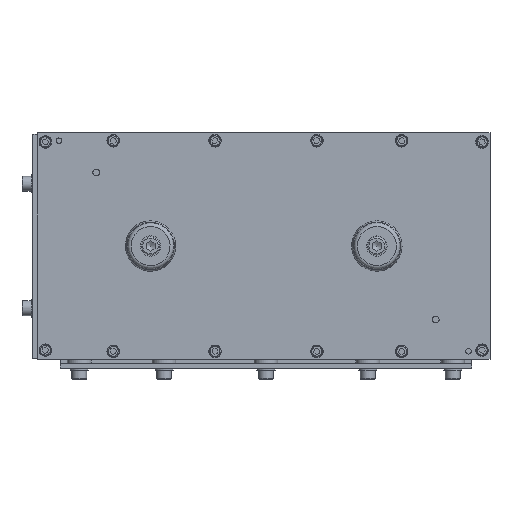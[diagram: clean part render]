
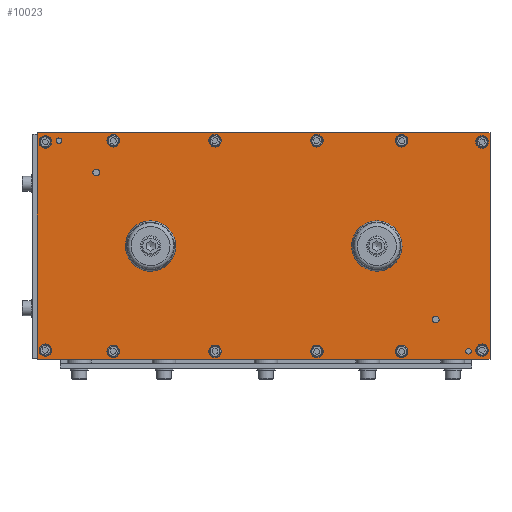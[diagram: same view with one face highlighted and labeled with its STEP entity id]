
A CAD part, front view. The second image highlights one B-rep face of the part: STEP entity #10023.
In plain terms, the highlighted planar face has unit normal (0, -1, 0).
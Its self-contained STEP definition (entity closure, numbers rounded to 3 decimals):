
#93=FACE_BOUND('',#1290,.T.);
#94=FACE_BOUND('',#1291,.T.);
#95=FACE_BOUND('',#1292,.T.);
#96=FACE_BOUND('',#1293,.T.);
#97=FACE_BOUND('',#1294,.T.);
#98=FACE_BOUND('',#1295,.T.);
#99=FACE_BOUND('',#1296,.T.);
#100=FACE_BOUND('',#1297,.T.);
#101=FACE_BOUND('',#1298,.T.);
#102=FACE_BOUND('',#1299,.T.);
#103=FACE_BOUND('',#1300,.T.);
#104=FACE_BOUND('',#1301,.T.);
#105=FACE_BOUND('',#1302,.T.);
#106=FACE_BOUND('',#1303,.T.);
#107=FACE_BOUND('',#1304,.T.);
#108=FACE_BOUND('',#1305,.T.);
#109=FACE_BOUND('',#1306,.T.);
#110=FACE_BOUND('',#1307,.T.);
#235=PLANE('',#10693);
#673=FACE_OUTER_BOUND('',#1289,.T.);
#1289=EDGE_LOOP('',(#6569,#6570,#6571,#6572));
#1290=EDGE_LOOP('',(#6573));
#1291=EDGE_LOOP('',(#6574));
#1292=EDGE_LOOP('',(#6575));
#1293=EDGE_LOOP('',(#6576));
#1294=EDGE_LOOP('',(#6577));
#1295=EDGE_LOOP('',(#6578));
#1296=EDGE_LOOP('',(#6579));
#1297=EDGE_LOOP('',(#6580));
#1298=EDGE_LOOP('',(#6581));
#1299=EDGE_LOOP('',(#6582));
#1300=EDGE_LOOP('',(#6583));
#1301=EDGE_LOOP('',(#6584));
#1302=EDGE_LOOP('',(#6585));
#1303=EDGE_LOOP('',(#6586));
#1304=EDGE_LOOP('',(#6587));
#1305=EDGE_LOOP('',(#6588));
#1306=EDGE_LOOP('',(#6589));
#1307=EDGE_LOOP('',(#6590));
#2016=LINE('',#14870,#2875);
#2017=LINE('',#14872,#2876);
#2018=LINE('',#14874,#2877);
#2019=LINE('',#14875,#2878);
#2875=VECTOR('',#11854,1000.);
#2876=VECTOR('',#11855,1000.);
#2877=VECTOR('',#11856,1000.);
#2878=VECTOR('',#11857,1000.);
#3743=CIRCLE('',#10682,21.233);
#3750=CIRCLE('',#10694,21.233);
#3751=CIRCLE('',#10695,3.);
#3752=CIRCLE('',#10696,3.);
#3753=CIRCLE('',#10697,2.5);
#3754=CIRCLE('',#10698,2.5);
#3755=CIRCLE('',#10699,5.5);
#3756=CIRCLE('',#10700,5.5);
#3757=CIRCLE('',#10701,5.5);
#3758=CIRCLE('',#10702,5.5);
#3759=CIRCLE('',#10703,5.5);
#3760=CIRCLE('',#10704,5.5);
#3761=CIRCLE('',#10705,5.5);
#3762=CIRCLE('',#10706,5.5);
#3763=CIRCLE('',#10707,5.5);
#3764=CIRCLE('',#10708,5.5);
#3765=CIRCLE('',#10709,5.5);
#3766=CIRCLE('',#10710,5.5);
#4230=VERTEX_POINT('',#14846);
#4236=VERTEX_POINT('',#14868);
#4237=VERTEX_POINT('',#14869);
#4238=VERTEX_POINT('',#14871);
#4239=VERTEX_POINT('',#14873);
#4240=VERTEX_POINT('',#14876);
#4241=VERTEX_POINT('',#14878);
#4242=VERTEX_POINT('',#14880);
#4243=VERTEX_POINT('',#14882);
#4244=VERTEX_POINT('',#14884);
#4245=VERTEX_POINT('',#14886);
#4246=VERTEX_POINT('',#14888);
#4247=VERTEX_POINT('',#14890);
#4248=VERTEX_POINT('',#14892);
#4249=VERTEX_POINT('',#14894);
#4250=VERTEX_POINT('',#14896);
#4251=VERTEX_POINT('',#14898);
#4252=VERTEX_POINT('',#14900);
#4253=VERTEX_POINT('',#14902);
#4254=VERTEX_POINT('',#14904);
#4255=VERTEX_POINT('',#14906);
#4256=VERTEX_POINT('',#14908);
#5137=EDGE_CURVE('',#4230,#4230,#3743,.T.);
#5148=EDGE_CURVE('',#4236,#4237,#2016,.T.);
#5149=EDGE_CURVE('',#4238,#4236,#2017,.T.);
#5150=EDGE_CURVE('',#4239,#4238,#2018,.T.);
#5151=EDGE_CURVE('',#4237,#4239,#2019,.T.);
#5152=EDGE_CURVE('',#4240,#4240,#3750,.T.);
#5153=EDGE_CURVE('',#4241,#4241,#3751,.T.);
#5154=EDGE_CURVE('',#4242,#4242,#3752,.T.);
#5155=EDGE_CURVE('',#4243,#4243,#3753,.T.);
#5156=EDGE_CURVE('',#4244,#4244,#3754,.T.);
#5157=EDGE_CURVE('',#4245,#4245,#3755,.T.);
#5158=EDGE_CURVE('',#4246,#4246,#3756,.T.);
#5159=EDGE_CURVE('',#4247,#4247,#3757,.T.);
#5160=EDGE_CURVE('',#4248,#4248,#3758,.T.);
#5161=EDGE_CURVE('',#4249,#4249,#3759,.T.);
#5162=EDGE_CURVE('',#4250,#4250,#3760,.T.);
#5163=EDGE_CURVE('',#4251,#4251,#3761,.T.);
#5164=EDGE_CURVE('',#4252,#4252,#3762,.T.);
#5165=EDGE_CURVE('',#4253,#4253,#3763,.T.);
#5166=EDGE_CURVE('',#4254,#4254,#3764,.T.);
#5167=EDGE_CURVE('',#4255,#4255,#3765,.T.);
#5168=EDGE_CURVE('',#4256,#4256,#3766,.T.);
#6569=ORIENTED_EDGE('',*,*,#5148,.F.);
#6570=ORIENTED_EDGE('',*,*,#5149,.F.);
#6571=ORIENTED_EDGE('',*,*,#5150,.F.);
#6572=ORIENTED_EDGE('',*,*,#5151,.F.);
#6573=ORIENTED_EDGE('',*,*,#5152,.F.);
#6574=ORIENTED_EDGE('',*,*,#5153,.F.);
#6575=ORIENTED_EDGE('',*,*,#5154,.F.);
#6576=ORIENTED_EDGE('',*,*,#5155,.F.);
#6577=ORIENTED_EDGE('',*,*,#5156,.F.);
#6578=ORIENTED_EDGE('',*,*,#5157,.F.);
#6579=ORIENTED_EDGE('',*,*,#5158,.F.);
#6580=ORIENTED_EDGE('',*,*,#5159,.F.);
#6581=ORIENTED_EDGE('',*,*,#5160,.F.);
#6582=ORIENTED_EDGE('',*,*,#5161,.F.);
#6583=ORIENTED_EDGE('',*,*,#5162,.F.);
#6584=ORIENTED_EDGE('',*,*,#5163,.F.);
#6585=ORIENTED_EDGE('',*,*,#5164,.F.);
#6586=ORIENTED_EDGE('',*,*,#5165,.F.);
#6587=ORIENTED_EDGE('',*,*,#5166,.F.);
#6588=ORIENTED_EDGE('',*,*,#5167,.F.);
#6589=ORIENTED_EDGE('',*,*,#5168,.F.);
#6590=ORIENTED_EDGE('',*,*,#5137,.F.);
#10023=ADVANCED_FACE('',(#673,#93,#94,#95,#96,#97,#98,#99,#100,#101,#102,
#103,#104,#105,#106,#107,#108,#109,#110),#235,.T.);
#10682=AXIS2_PLACEMENT_3D('',#14847,#11826,#11827);
#10693=AXIS2_PLACEMENT_3D('',#14867,#11852,#11853);
#10694=AXIS2_PLACEMENT_3D('',#14877,#11858,#11859);
#10695=AXIS2_PLACEMENT_3D('',#14879,#11860,#11861);
#10696=AXIS2_PLACEMENT_3D('',#14881,#11862,#11863);
#10697=AXIS2_PLACEMENT_3D('',#14883,#11864,#11865);
#10698=AXIS2_PLACEMENT_3D('',#14885,#11866,#11867);
#10699=AXIS2_PLACEMENT_3D('',#14887,#11868,#11869);
#10700=AXIS2_PLACEMENT_3D('',#14889,#11870,#11871);
#10701=AXIS2_PLACEMENT_3D('',#14891,#11872,#11873);
#10702=AXIS2_PLACEMENT_3D('',#14893,#11874,#11875);
#10703=AXIS2_PLACEMENT_3D('',#14895,#11876,#11877);
#10704=AXIS2_PLACEMENT_3D('',#14897,#11878,#11879);
#10705=AXIS2_PLACEMENT_3D('',#14899,#11880,#11881);
#10706=AXIS2_PLACEMENT_3D('',#14901,#11882,#11883);
#10707=AXIS2_PLACEMENT_3D('',#14903,#11884,#11885);
#10708=AXIS2_PLACEMENT_3D('',#14905,#11886,#11887);
#10709=AXIS2_PLACEMENT_3D('',#14907,#11888,#11889);
#10710=AXIS2_PLACEMENT_3D('',#14909,#11890,#11891);
#11826=DIRECTION('center_axis',(0.,-1.,0.));
#11827=DIRECTION('ref_axis',(0.,0.,1.));
#11852=DIRECTION('center_axis',(0.,-1.,0.));
#11853=DIRECTION('ref_axis',(0.,0.,-1.));
#11854=DIRECTION('',(0.,0.,-1.));
#11855=DIRECTION('',(1.,0.,0.));
#11856=DIRECTION('',(0.,0.,1.));
#11857=DIRECTION('',(-1.,0.,0.));
#11858=DIRECTION('center_axis',(0.,-1.,0.));
#11859=DIRECTION('ref_axis',(0.,0.,1.));
#11860=DIRECTION('center_axis',(0.,-1.,0.));
#11861=DIRECTION('ref_axis',(0.,0.,-1.));
#11862=DIRECTION('center_axis',(0.,-1.,0.));
#11863=DIRECTION('ref_axis',(0.,0.,-1.));
#11864=DIRECTION('center_axis',(0.,-1.,0.));
#11865=DIRECTION('ref_axis',(0.,0.,-1.));
#11866=DIRECTION('center_axis',(0.,-1.,0.));
#11867=DIRECTION('ref_axis',(0.,0.,-1.));
#11868=DIRECTION('center_axis',(0.,-1.,0.));
#11869=DIRECTION('ref_axis',(0.,0.,-1.));
#11870=DIRECTION('center_axis',(0.,-1.,0.));
#11871=DIRECTION('ref_axis',(0.,0.,-1.));
#11872=DIRECTION('center_axis',(0.,-1.,0.));
#11873=DIRECTION('ref_axis',(0.,0.,-1.));
#11874=DIRECTION('center_axis',(0.,-1.,0.));
#11875=DIRECTION('ref_axis',(0.,0.,-1.));
#11876=DIRECTION('center_axis',(0.,-1.,0.));
#11877=DIRECTION('ref_axis',(0.,0.,-1.));
#11878=DIRECTION('center_axis',(0.,-1.,0.));
#11879=DIRECTION('ref_axis',(0.,0.,-1.));
#11880=DIRECTION('center_axis',(0.,-1.,0.));
#11881=DIRECTION('ref_axis',(0.,0.,-1.));
#11882=DIRECTION('center_axis',(0.,-1.,0.));
#11883=DIRECTION('ref_axis',(0.,0.,-1.));
#11884=DIRECTION('center_axis',(0.,-1.,0.));
#11885=DIRECTION('ref_axis',(0.,0.,-1.));
#11886=DIRECTION('center_axis',(0.,-1.,0.));
#11887=DIRECTION('ref_axis',(0.,0.,-1.));
#11888=DIRECTION('center_axis',(0.,-1.,0.));
#11889=DIRECTION('ref_axis',(0.,0.,-1.));
#11890=DIRECTION('center_axis',(0.,-1.,0.));
#11891=DIRECTION('ref_axis',(0.,0.,-1.));
#14846=CARTESIAN_POINT('',(98.108,-23.779,30.033));
#14847=CARTESIAN_POINT('Origin',(97.963,-23.779,8.8));
#14867=CARTESIAN_POINT('Origin',(-2.037,-23.779,8.8));
#14868=CARTESIAN_POINT('',(197.963,-23.779,108.8));
#14869=CARTESIAN_POINT('',(197.963,-23.779,-91.2));
#14870=CARTESIAN_POINT('',(197.963,-23.779,8.8));
#14871=CARTESIAN_POINT('',(-202.037,-23.779,108.8));
#14872=CARTESIAN_POINT('',(-2.037,-23.779,108.8));
#14873=CARTESIAN_POINT('',(-202.037,-23.779,-91.2));
#14874=CARTESIAN_POINT('',(-202.037,-23.779,8.8));
#14875=CARTESIAN_POINT('',(-2.037,-23.779,-91.2));
#14876=CARTESIAN_POINT('',(-103.183,-23.779,30.002));
#14877=CARTESIAN_POINT('Origin',(-102.037,-23.779,8.8));
#14878=CARTESIAN_POINT('',(-150.037,-23.779,76.8));
#14879=CARTESIAN_POINT('Origin',(-150.037,-23.779,73.8));
#14880=CARTESIAN_POINT('',(149.963,-23.779,-53.2));
#14881=CARTESIAN_POINT('Origin',(149.963,-23.779,-56.2));
#14882=CARTESIAN_POINT('',(-183.037,-23.779,104.3));
#14883=CARTESIAN_POINT('Origin',(-183.037,-23.779,101.8));
#14884=CARTESIAN_POINT('',(178.963,-23.779,-81.7));
#14885=CARTESIAN_POINT('Origin',(178.963,-23.779,-84.2));
#14886=CARTESIAN_POINT('',(-195.037,-23.779,106.3));
#14887=CARTESIAN_POINT('Origin',(-195.037,-23.779,100.8));
#14888=CARTESIAN_POINT('',(-135.037,-23.779,107.3));
#14889=CARTESIAN_POINT('Origin',(-135.037,-23.779,101.8));
#14890=CARTESIAN_POINT('',(-45.037,-23.779,107.3));
#14891=CARTESIAN_POINT('Origin',(-45.037,-23.779,101.8));
#14892=CARTESIAN_POINT('',(44.963,-23.779,107.3));
#14893=CARTESIAN_POINT('Origin',(44.963,-23.779,101.8));
#14894=CARTESIAN_POINT('',(119.963,-23.779,107.3));
#14895=CARTESIAN_POINT('Origin',(119.963,-23.779,101.8));
#14896=CARTESIAN_POINT('',(190.963,-23.779,106.3));
#14897=CARTESIAN_POINT('Origin',(190.963,-23.779,100.8));
#14898=CARTESIAN_POINT('',(190.963,-23.779,-77.7));
#14899=CARTESIAN_POINT('Origin',(190.963,-23.779,-83.2));
#14900=CARTESIAN_POINT('',(119.963,-23.779,-78.7));
#14901=CARTESIAN_POINT('Origin',(119.963,-23.779,-84.2));
#14902=CARTESIAN_POINT('',(44.963,-23.779,-78.7));
#14903=CARTESIAN_POINT('Origin',(44.963,-23.779,-84.2));
#14904=CARTESIAN_POINT('',(-45.037,-23.779,-78.7));
#14905=CARTESIAN_POINT('Origin',(-45.037,-23.779,-84.2));
#14906=CARTESIAN_POINT('',(-135.037,-23.779,-78.7));
#14907=CARTESIAN_POINT('Origin',(-135.037,-23.779,-84.2));
#14908=CARTESIAN_POINT('',(-195.037,-23.779,-77.7));
#14909=CARTESIAN_POINT('Origin',(-195.037,-23.779,-83.2));
